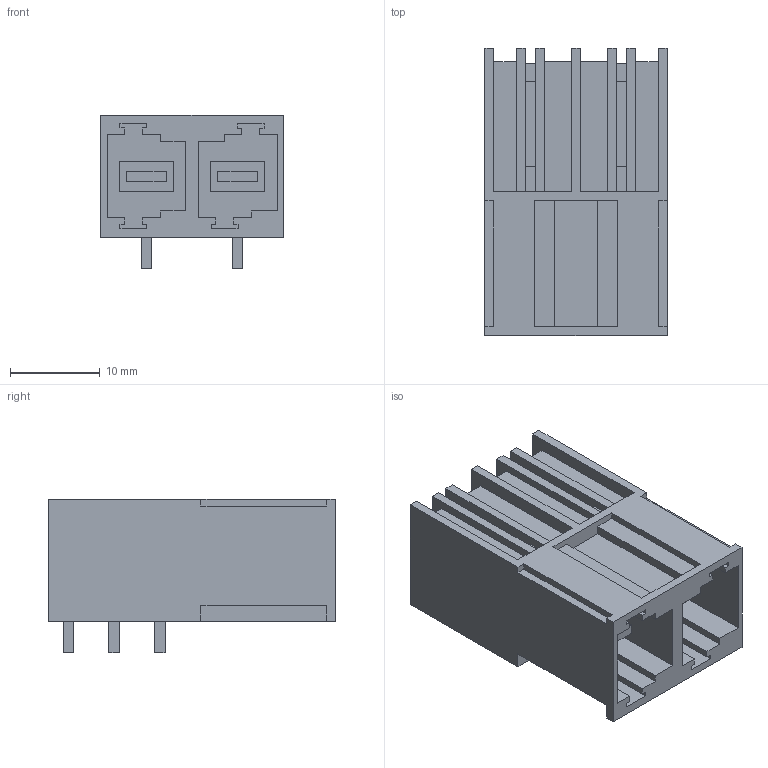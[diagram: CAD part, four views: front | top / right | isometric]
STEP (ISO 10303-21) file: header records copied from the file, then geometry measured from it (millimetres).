
FILE_DESCRIPTION(('CATIA V5 STEP Exchange','CAx-IF Rec.Pracs.--- Model Styling and Organization---1.2---2011-12-15'),'2;1');
FILE_NAME ('D1456652_0_1813330000_1813330000.stp','2018-03-07T12:24:55+00:00',('none'),('Weidmueller'),'CATIA Version 5-6 Release 2014','CATIA V5 STEP AP214','none');
FILE_SCHEMA(('AUTOMOTIVE_DESIGN { 1 0 10303 214 1 1 1 1 }'));
Length unit declared in the file: millimetre
Products named in the file (1): 1813330000
Bounding box: 20.32 x 32 x 17.1 mm (x, y, z)
Volume: 4994 mm3; surface area: 6743.7 mm2
Topology: 3 solids, 3 shells, 237 faces, 692 edges, 466 vertices
Faces by surface type: plane 233, cylinder 4
Entity records: 7607 total; most frequent: ORIENTED_EDGE 1384, CARTESIAN_POINT 1355, DIRECTION 1026, EDGE_CURVE 692, VECTOR 680, LINE 680, VERTEX_POINT 466, EDGE_LOOP 248
